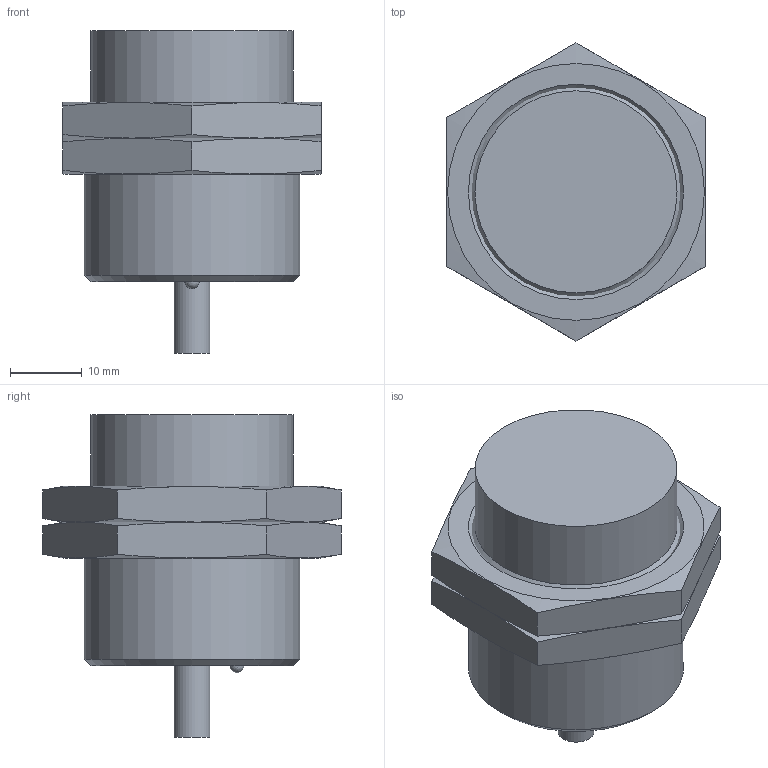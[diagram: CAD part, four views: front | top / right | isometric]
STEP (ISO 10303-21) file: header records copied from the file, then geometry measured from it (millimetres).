
FILE_DESCRIPTION(/* description */ ('STEP AP214'),/* implementation_level */ '2;1');
FILE_NAME(/* name */ '150444_SIEN-M30NB-NO-K-L',/* time_stamp */ '2024-09-15T05:37:50+02:00',/* author */ ('License CC BY-ND 4.0'),/* organization */ ('CADENAS'),/* preprocessor_version */ 'ST-DEVELOPER v19.3',/* originating_system */ 'PARTsolutions',/* authorisation */ ' ');
FILE_SCHEMA (('AUTOMOTIVE_DESIGN {1 0 10303 214 3 1 1}'));
Length unit declared in the file: millimetre
Products named in the file (3): 150444 SIEN-M30NB-NO-K-L---(5_0); 150444 SIEN-M30NB-NO-K-Lp---(5_0); Flachmuter M30x1.5-5-36
Assembly tree (3 placements, depth 2):
  150444 SIEN-M30NB-NO-K-L---(5_0)
    150444 SIEN-M30NB-NO-K-Lp---(5_0)
    Flachmuter M30x1.5-5-36  x2
Bounding box: 36 x 41.57 x 45 mm (x, y, z)
Volume: 28728 mm3; surface area: 8557.3 mm2
Topology: 3 solids, 3 shells, 35 faces, 79 edges, 50 vertices
Faces by surface type: plane 19, cone 10, cylinder 5, sphere 1
Full cylindrical faces by diameter (mm): 5 x1, 28.16 x1, 28.376 x2, 30 x1
Entity records: 670 total; most frequent: CARTESIAN_POINT 132, DIRECTION 86, ORIENTED_EDGE 64, AXIS2_PLACEMENT_3D 40, EDGE_LOOP 36, FACE_BOUND 36, EDGE_CURVE 32, VERTEX_POINT 26
